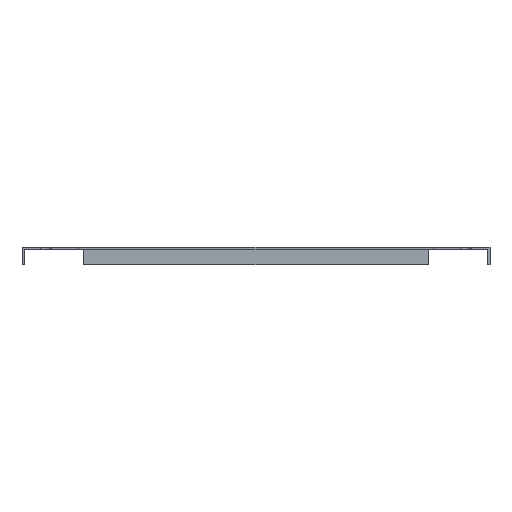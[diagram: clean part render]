
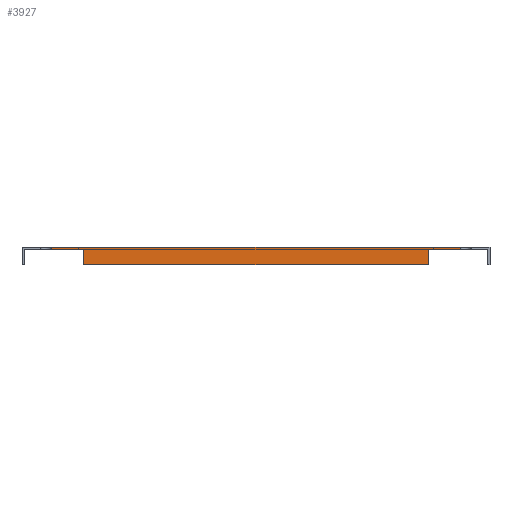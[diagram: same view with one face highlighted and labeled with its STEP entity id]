
A CAD part, front view. The second image highlights one B-rep face of the part: STEP entity #3927.
In plain terms, the highlighted planar face has unit normal (0, -1, 0).
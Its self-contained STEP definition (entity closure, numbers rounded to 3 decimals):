
#41 = CARTESIAN_POINT ( 'NONE',  ( 35., 15., -2.5 ) ) ;
#160 = EDGE_CURVE ( 'NONE', #1352, #4410, #2381, .T. ) ;
#246 = VERTEX_POINT ( 'NONE', #3565 ) ;
#494 = EDGE_CURVE ( 'NONE', #5058, #1257, #548, .T. ) ;
#548 = LINE ( 'NONE', #4960, #1155 ) ;
#643 = LINE ( 'NONE', #3539, #2191 ) ;
#935 = LINE ( 'NONE', #1318, #2786 ) ;
#964 = CARTESIAN_POINT ( 'NONE',  ( 531.5, 15., 0. ) ) ;
#968 = DIRECTION ( 'NONE',  ( 0., -1., 0. ) ) ;
#1055 = VERTEX_POINT ( 'NONE', #3279 ) ;
#1155 = VECTOR ( 'NONE', #4230, 1000. ) ;
#1257 = VERTEX_POINT ( 'NONE', #964 ) ;
#1261 = VECTOR ( 'NONE', #5056, 1000. ) ;
#1290 = DIRECTION ( 'NONE',  ( 0., 0., 1. ) ) ;
#1318 = CARTESIAN_POINT ( 'NONE',  ( 105., 15., -20. ) ) ;
#1340 = EDGE_CURVE ( 'NONE', #2259, #4410, #643, .T. ) ;
#1352 = VERTEX_POINT ( 'NONE', #4263 ) ;
#1407 = EDGE_CURVE ( 'NONE', #5029, #5058, #3512, .T. ) ;
#1424 = CARTESIAN_POINT ( 'NONE',  ( 105., 15., -2.5 ) ) ;
#1496 = DIRECTION ( 'NONE',  ( 1., 0., 0. ) ) ;
#1547 = EDGE_CURVE ( 'NONE', #246, #2259, #935, .T. ) ;
#1571 = ORIENTED_EDGE ( 'NONE', *, *, #1547, .F. ) ;
#1575 = CARTESIAN_POINT ( 'NONE',  ( 531.5, 15., -2.5 ) ) ;
#1591 = ORIENTED_EDGE ( 'NONE', *, *, #494, .T. ) ;
#1623 = EDGE_LOOP ( 'NONE', ( #1591, #2716, #2679, #2581, #1629, #1571, #1834, #2918 ) ) ;
#1629 = ORIENTED_EDGE ( 'NONE', *, *, #1340, .F. ) ;
#1729 = CARTESIAN_POINT ( 'NONE',  ( 105., 15., -20. ) ) ;
#1833 = EDGE_CURVE ( 'NONE', #1352, #1055, #4893, .T. ) ;
#1834 = ORIENTED_EDGE ( 'NONE', *, *, #2427, .T. ) ;
#1859 = LINE ( 'NONE', #3469, #3796 ) ;
#2191 = VECTOR ( 'NONE', #4716, 1000. ) ;
#2259 = VERTEX_POINT ( 'NONE', #1729 ) ;
#2308 = CARTESIAN_POINT ( 'NONE',  ( 495., 15., -2.5 ) ) ;
#2349 = VECTOR ( 'NONE', #5182, 1000. ) ;
#2381 = LINE ( 'NONE', #2691, #2349 ) ;
#2427 = EDGE_CURVE ( 'NONE', #246, #5029, #1859, .T. ) ;
#2581 = ORIENTED_EDGE ( 'NONE', *, *, #160, .T. ) ;
#2679 = ORIENTED_EDGE ( 'NONE', *, *, #1833, .F. ) ;
#2691 = CARTESIAN_POINT ( 'NONE',  ( 35., 15., -2.5 ) ) ;
#2716 = ORIENTED_EDGE ( 'NONE', *, *, #3273, .F. ) ;
#2786 = VECTOR ( 'NONE', #4868, 1000. ) ;
#2883 = VECTOR ( 'NONE', #1496, 1000. ) ;
#2918 = ORIENTED_EDGE ( 'NONE', *, *, #1407, .T. ) ;
#3273 = EDGE_CURVE ( 'NONE', #1055, #1257, #4288, .T. ) ;
#3279 = CARTESIAN_POINT ( 'NONE',  ( 68.5, 15., 0. ) ) ;
#3391 = DIRECTION ( 'NONE',  ( 1., 0., 0. ) ) ;
#3469 = CARTESIAN_POINT ( 'NONE',  ( 495., 15., -20. ) ) ;
#3475 = AXIS2_PLACEMENT_3D ( 'NONE', #41, #968, #3391 ) ;
#3512 = LINE ( 'NONE', #4241, #1261 ) ;
#3539 = CARTESIAN_POINT ( 'NONE',  ( 105., 15., -20. ) ) ;
#3565 = CARTESIAN_POINT ( 'NONE',  ( 495., 15., -20. ) ) ;
#3679 = PLANE ( 'NONE',  #3475 ) ;
#3796 = VECTOR ( 'NONE', #3861, 1000. ) ;
#3861 = DIRECTION ( 'NONE',  ( 0., 0., 1. ) ) ;
#3927 = ADVANCED_FACE ( 'NONE', ( #4460 ), #3679, .T. ) ;
#4230 = DIRECTION ( 'NONE',  ( 0., 0., 1. ) ) ;
#4241 = CARTESIAN_POINT ( 'NONE',  ( 35., 15., -2.5 ) ) ;
#4263 = CARTESIAN_POINT ( 'NONE',  ( 68.5, 15., -2.5 ) ) ;
#4288 = LINE ( 'NONE', #4342, #2883 ) ;
#4342 = CARTESIAN_POINT ( 'NONE',  ( 35., 15., 0. ) ) ;
#4410 = VERTEX_POINT ( 'NONE', #1424 ) ;
#4456 = VECTOR ( 'NONE', #1290, 1000. ) ;
#4460 = FACE_OUTER_BOUND ( 'NONE', #1623, .T. ) ;
#4475 = CARTESIAN_POINT ( 'NONE',  ( 68.5, 15., -22.5 ) ) ;
#4716 = DIRECTION ( 'NONE',  ( 0., 0., 1. ) ) ;
#4868 = DIRECTION ( 'NONE',  ( -1., 0., 0. ) ) ;
#4893 = LINE ( 'NONE', #4475, #4456 ) ;
#4960 = CARTESIAN_POINT ( 'NONE',  ( 531.5, 15., -22.5 ) ) ;
#5029 = VERTEX_POINT ( 'NONE', #2308 ) ;
#5056 = DIRECTION ( 'NONE',  ( 1., 0., 0. ) ) ;
#5058 = VERTEX_POINT ( 'NONE', #1575 ) ;
#5182 = DIRECTION ( 'NONE',  ( 1., 0., 0. ) ) ;
